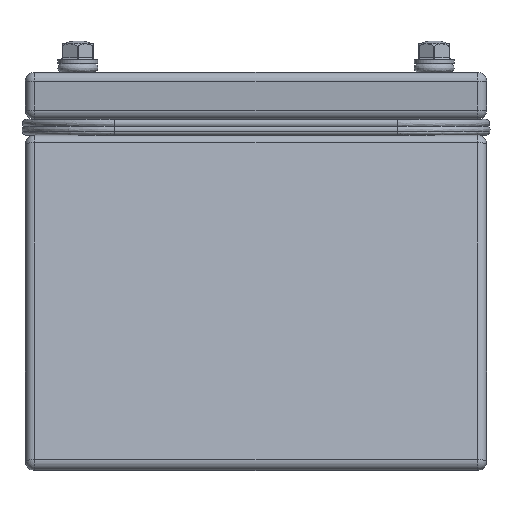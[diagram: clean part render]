
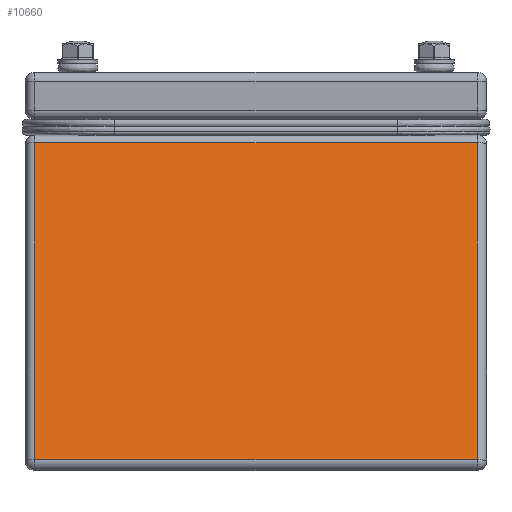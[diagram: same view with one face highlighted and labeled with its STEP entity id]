
A CAD part, left-side view. The second image highlights one B-rep face of the part: STEP entity #10660.
In plain terms, the highlighted planar face has unit normal (-0.985, 0, 0.174).
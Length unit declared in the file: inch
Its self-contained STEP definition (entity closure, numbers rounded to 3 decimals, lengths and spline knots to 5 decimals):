
#3559 = CARTESIAN_POINT ( 'NONE',  ( -0.66724, 0., 0.1291 ) ) ;
#5927 = CARTESIAN_POINT ( 'NONE',  ( -0.69, 5.39, 0. ) ) ;
#7630 = VECTOR ( 'NONE', #52017, 39.37008 ) ;
#8353 = DIRECTION ( 'NONE',  ( -0.174, 0., -0.985 ) ) ;
#8589 = EDGE_CURVE ( 'NONE', #54431, #56213, #66946, .T. ) ;
#8663 = VECTOR ( 'NONE', #65412, 39.37008 ) ;
#9348 = VERTEX_POINT ( 'NONE', #29530 ) ;
#9358 = CARTESIAN_POINT ( 'NONE',  ( -0.69, 0., 0. ) ) ;
#9407 = CARTESIAN_POINT ( 'NONE',  ( -0.00072, 0.11, 3.9091 ) ) ;
#10660 = ADVANCED_FACE ( 'NONE', ( #45105 ), #55016, .F. ) ;
#12777 = EDGE_CURVE ( 'NONE', #9348, #54431, #60687, .T. ) ;
#15229 = EDGE_CURVE ( 'NONE', #56213, #65259, #41339, .T. ) ;
#15603 = CARTESIAN_POINT ( 'NONE',  ( -0.00072, 5.5, 3.9091 ) ) ;
#26815 = ORIENTED_EDGE ( 'NONE', *, *, #15229, .T. ) ;
#29530 = CARTESIAN_POINT ( 'NONE',  ( -0.66724, 0.11, 0.1291 ) ) ;
#30110 = LINE ( 'NONE', #3559, #42328 ) ;
#32093 = VECTOR ( 'NONE', #56704, 39.37008 ) ;
#35230 = EDGE_CURVE ( 'NONE', #65259, #9348, #30110, .T. ) ;
#35525 = DIRECTION ( 'NONE',  ( 0., -1., 0. ) ) ;
#37698 = ORIENTED_EDGE ( 'NONE', *, *, #35230, .T. ) ;
#40639 = DIRECTION ( 'NONE',  ( 0.985, 0., -0.174 ) ) ;
#41339 = LINE ( 'NONE', #5927, #32093 ) ;
#41934 = EDGE_LOOP ( 'NONE', ( #37698, #59771, #50664, #26815 ) ) ;
#42328 = VECTOR ( 'NONE', #35525, 39.37008 ) ;
#45105 = FACE_OUTER_BOUND ( 'NONE', #41934, .T. ) ;
#49861 = CARTESIAN_POINT ( 'NONE',  ( -0.66724, 5.39, 0.1291 ) ) ;
#50664 = ORIENTED_EDGE ( 'NONE', *, *, #8589, .T. ) ;
#52017 = DIRECTION ( 'NONE',  ( 0., 1., 0. ) ) ;
#54431 = VERTEX_POINT ( 'NONE', #9407 ) ;
#55016 = PLANE ( 'NONE',  #67057 ) ;
#56213 = VERTEX_POINT ( 'NONE', #59987 ) ;
#56704 = DIRECTION ( 'NONE',  ( -0.174, 0., -0.985 ) ) ;
#59771 = ORIENTED_EDGE ( 'NONE', *, *, #12777, .T. ) ;
#59987 = CARTESIAN_POINT ( 'NONE',  ( -0.00072, 5.39, 3.9091 ) ) ;
#60687 = LINE ( 'NONE', #65081, #8663 ) ;
#65081 = CARTESIAN_POINT ( 'NONE',  ( -0.69, 0.11, 0. ) ) ;
#65259 = VERTEX_POINT ( 'NONE', #49861 ) ;
#65412 = DIRECTION ( 'NONE',  ( 0.174, 0., 0.985 ) ) ;
#66946 = LINE ( 'NONE', #15603, #7630 ) ;
#67057 = AXIS2_PLACEMENT_3D ( 'NONE', #9358, #40639, #8353 ) ;
